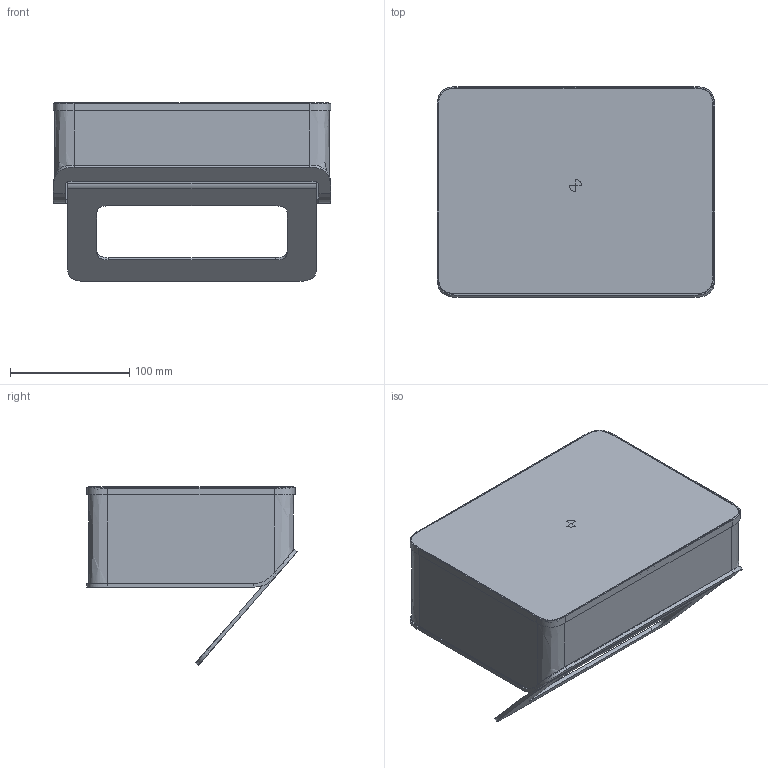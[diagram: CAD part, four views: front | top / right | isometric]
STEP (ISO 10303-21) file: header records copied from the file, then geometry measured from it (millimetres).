
FILE_DESCRIPTION (( 'STEP AP203' ), '1' );
FILE_NAME ('eco Control EC200 Tischversion - step - 29.11.2021.STEP', '2021-11-29T12:56:47', ( '' ), ( '' ), 'SwSTEP 2.0', 'SolidWorks 2020', '' );
FILE_SCHEMA (( 'CONFIG_CONTROL_DESIGN' ));
Length unit declared in the file: millimetre
Products named in the file (10): Kopie von VIS-ECO-G05.A01_FOOT^EC200 2.0 - Stranggehäuse-+-DO009525; eco Control EC200 Tischversion - step - 29.11.2021; EC200 2.0 - Stranggehäuse-+-DO009525; Kopie von VIS-ECO-G02.A04_FRONT SHELL^EC200 2.0 - Glas & Touch-+-DO009523; EC200 2.0 - Glas & Touch-+-DO009523; Kopie von VIS-ECO-G01.A01_003_COVER LENS^Kopie von VIS-ECO-A02.A01_001_HMI_EC200 2.0 - Glas & Touch-+-DO009523; Kopie von VIS-ECO-G03.A05_EXTRUSION BODY^EC200 2.0 - Stranggehäuse-+-DO009525; Kopie von VIS-ECO-A02.A01_001_HMI^EC200 2.0 - Glas & Touch-+-DO009523; Kopie von VIS-ECO-G04.A03_REAR SHELL^EC200 2.0 - Stranggehäuse-+-DO009525_StandardSM-FLAT-PATTERN; eco-Control EC200 2.0 Einbauversion-+-DO009529
Assembly tree (9 placements, depth 5):
  eco Control EC200 Tischversion - step - 29.11.2021
    eco-Control EC200 2.0 Einbauversion-+-DO009529
      EC200 2.0 - Glas & Touch-+-DO009523
        Kopie von VIS-ECO-A02.A01_001_HMI^EC200 2.0 - Glas & Touch-+-DO009523
          Kopie von VIS-ECO-G01.A01_003_COVER LENS^Kopie von VIS-ECO-A02.A01_001_HMI_EC200 2.0 - Glas & Touch-+-DO009523
        Kopie von VIS-ECO-G02.A04_FRONT SHELL^EC200 2.0 - Glas & Touch-+-DO009523
    EC200 2.0 - Stranggehäuse-+-DO009525
      Kopie von VIS-ECO-G04.A03_REAR SHELL^EC200 2.0 - Stranggehäuse-+-DO009525_StandardSM-FLAT-PATTERN
      Kopie von VIS-ECO-G05.A01_FOOT^EC200 2.0 - Stranggehäuse-+-DO009525
      Kopie von VIS-ECO-G03.A05_EXTRUSION BODY^EC200 2.0 - Stranggehäuse-+-DO009525
Bounding box: 233 x 176.75 x 149.72 mm (x, y, z)
Volume: 494602.5 mm3; surface area: 364151.3 mm2
Topology: 5 solids, 7 shells, 253 faces, 677 edges, 436 vertices
Faces by surface type: plane 176, bspline 46, cylinder 31
Full cylindrical faces by diameter (mm): 7.3 x2
Entity records: 15417 total; most frequent: CARTESIAN_POINT 8470, ORIENTED_EDGE 1346, DIRECTION 1011, EDGE_CURVE 673, LINE 445, VECTOR 445, VERTEX_POINT 434, AXIS2_PLACEMENT_3D 283
